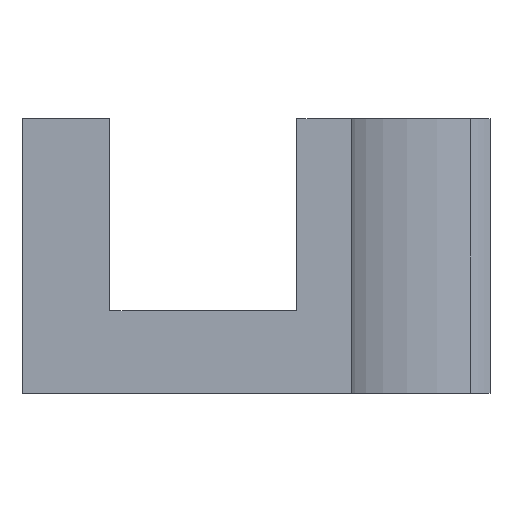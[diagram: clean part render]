
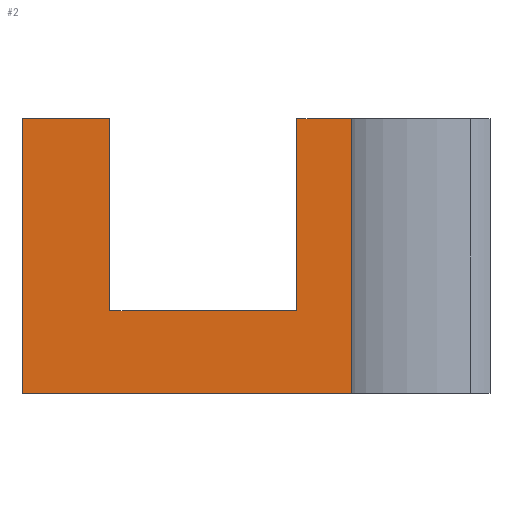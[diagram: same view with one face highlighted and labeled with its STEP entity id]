
A CAD part, left-side view. The second image highlights one B-rep face of the part: STEP entity #2.
In plain terms, the highlighted planar face has unit normal (-1, 0, 0).
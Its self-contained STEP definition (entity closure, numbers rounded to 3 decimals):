
#2 = ADVANCED_FACE ( 'NONE', ( #639 ), #516, .F. ) ;
#15 = CARTESIAN_POINT ( 'NONE',  ( -14., 14., 10. ) ) ;
#36 = DIRECTION ( 'NONE',  ( 0., 0., -1. ) ) ;
#38 = CARTESIAN_POINT ( 'NONE',  ( -14., 4., 3. ) ) ;
#39 = DIRECTION ( 'NONE',  ( 0., 0., -1. ) ) ;
#42 = DIRECTION ( 'NONE',  ( 0., 0., -1. ) ) ;
#52 = VERTEX_POINT ( 'NONE', #419 ) ;
#65 = VERTEX_POINT ( 'NONE', #342 ) ;
#67 = DIRECTION ( 'NONE',  ( 0., 0., 1. ) ) ;
#72 = CARTESIAN_POINT ( 'NONE',  ( -14., 4., 10. ) ) ;
#76 = CARTESIAN_POINT ( 'NONE',  ( -14., 2., 10. ) ) ;
#83 = CARTESIAN_POINT ( 'NONE',  ( -14., 10.8, 3. ) ) ;
#84 = DIRECTION ( 'NONE',  ( 0., -1., 0. ) ) ;
#90 = CARTESIAN_POINT ( 'NONE',  ( -14., 4., 3. ) ) ;
#93 = CARTESIAN_POINT ( 'NONE',  ( -14., 2., 0. ) ) ;
#96 = CARTESIAN_POINT ( 'NONE',  ( -14., 2., 10. ) ) ;
#98 = CARTESIAN_POINT ( 'NONE',  ( -14., 2., 0. ) ) ;
#102 = DIRECTION ( 'NONE',  ( 0., 0., 1. ) ) ;
#105 = CARTESIAN_POINT ( 'NONE',  ( -14., 10.8, 3. ) ) ;
#174 = AXIS2_PLACEMENT_3D ( 'NONE', #506, #180, #39 ) ;
#180 = DIRECTION ( 'NONE',  ( 1., 0., 0. ) ) ;
#196 = VECTOR ( 'NONE', #36, 1000. ) ;
#198 = LINE ( 'NONE', #15, #196 ) ;
#205 = CARTESIAN_POINT ( 'NONE',  ( -14., 4., 3. ) ) ;
#217 = CARTESIAN_POINT ( 'NONE',  ( -14., 10.8, 10. ) ) ;
#223 = VECTOR ( 'NONE', #67, 1000. ) ;
#226 = LINE ( 'NONE', #38, #223 ) ;
#233 = LINE ( 'NONE', #76, #242 ) ;
#235 = LINE ( 'NONE', #90, #240 ) ;
#240 = VECTOR ( 'NONE', #84, 1000. ) ;
#241 = VECTOR ( 'NONE', #102, 1000. ) ;
#242 = VECTOR ( 'NONE', #42, 1000. ) ;
#244 = LINE ( 'NONE', #105, #241 ) ;
#254 = DIRECTION ( 'NONE',  ( 0., -1., 0. ) ) ;
#263 = CARTESIAN_POINT ( 'NONE',  ( -14., 2., 10. ) ) ;
#265 = LINE ( 'NONE', #93, #271 ) ;
#271 = VECTOR ( 'NONE', #296, 1000. ) ;
#285 = VECTOR ( 'NONE', #254, 1000. ) ;
#290 = LINE ( 'NONE', #263, #285 ) ;
#296 = DIRECTION ( 'NONE',  ( 0., -1., 0. ) ) ;
#301 = DIRECTION ( 'NONE',  ( 0., -1., 0. ) ) ;
#342 = CARTESIAN_POINT ( 'NONE',  ( -14., 14., 10. ) ) ;
#345 = ORIENTED_EDGE ( 'NONE', *, *, #604, .F. ) ;
#347 = ORIENTED_EDGE ( 'NONE', *, *, #690, .T. ) ;
#348 = ORIENTED_EDGE ( 'NONE', *, *, #503, .T. ) ;
#350 = EDGE_CURVE ( 'NONE', #65, #452, #572, .T. ) ;
#358 = ORIENTED_EDGE ( 'NONE', *, *, #350, .F. ) ;
#361 = ORIENTED_EDGE ( 'NONE', *, *, #412, .F. ) ;
#367 = ORIENTED_EDGE ( 'NONE', *, *, #631, .F. ) ;
#398 = VECTOR ( 'NONE', #301, 1000. ) ;
#399 = ORIENTED_EDGE ( 'NONE', *, *, #584, .T. ) ;
#412 = EDGE_CURVE ( 'NONE', #641, #585, #290, .T. ) ;
#419 = CARTESIAN_POINT ( 'NONE',  ( -14., 14., 0. ) ) ;
#424 = ORIENTED_EDGE ( 'NONE', *, *, #630, .F. ) ;
#447 = CARTESIAN_POINT ( 'NONE',  ( -14., 2., 10. ) ) ;
#449 = EDGE_LOOP ( 'NONE', ( #345, #399, #358, #347, #348, #424, #361, #367 ) ) ;
#452 = VERTEX_POINT ( 'NONE', #217 ) ;
#467 = VERTEX_POINT ( 'NONE', #205 ) ;
#503 = EDGE_CURVE ( 'NONE', #52, #595, #265, .T. ) ;
#506 = CARTESIAN_POINT ( 'NONE',  ( -14., 2., 10. ) ) ;
#516 = PLANE ( 'NONE',  #174 ) ;
#572 = LINE ( 'NONE', #447, #398 ) ;
#584 = EDGE_CURVE ( 'NONE', #607, #452, #244, .T. ) ;
#585 = VERTEX_POINT ( 'NONE', #96 ) ;
#595 = VERTEX_POINT ( 'NONE', #98 ) ;
#604 = EDGE_CURVE ( 'NONE', #607, #467, #235, .T. ) ;
#607 = VERTEX_POINT ( 'NONE', #83 ) ;
#630 = EDGE_CURVE ( 'NONE', #585, #595, #233, .T. ) ;
#631 = EDGE_CURVE ( 'NONE', #467, #641, #226, .T. ) ;
#639 = FACE_OUTER_BOUND ( 'NONE', #449, .T. ) ;
#641 = VERTEX_POINT ( 'NONE', #72 ) ;
#690 = EDGE_CURVE ( 'NONE', #65, #52, #198, .T. ) ;
